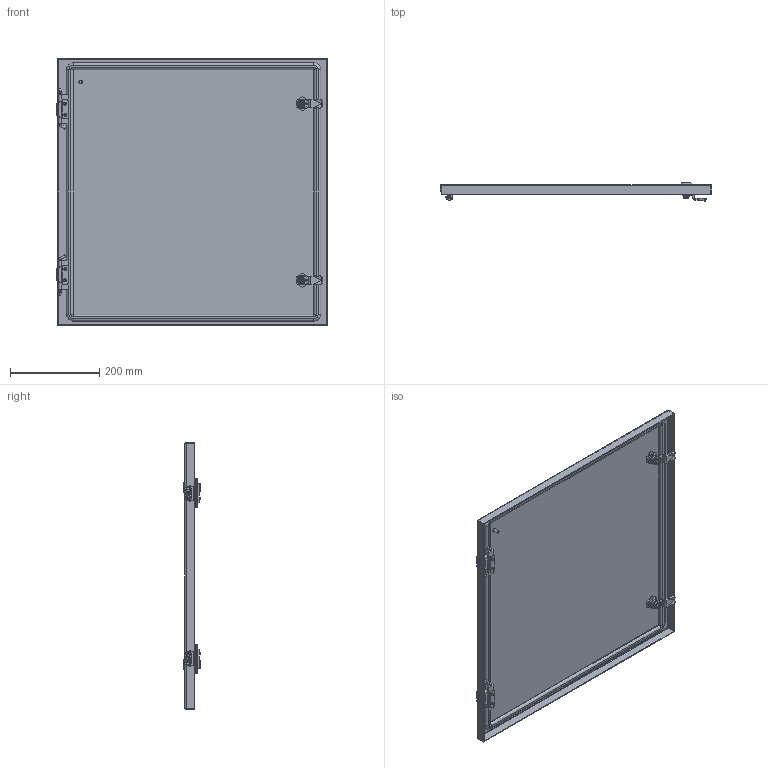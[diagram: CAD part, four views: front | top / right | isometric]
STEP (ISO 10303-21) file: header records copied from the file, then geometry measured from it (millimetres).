
FILE_DESCRIPTION (( 'STEP AP214' ), '1' );
FILE_NAME ('SCE-WSBTD.STEP', '2022-08-31T11:01:46', ( '' ), ( '' ), 'SwSTEP 2.0', 'SolidWorks 2021', '' );
FILE_SCHEMA (( 'AUTOMOTIVE_DESIGN' ));
Length unit declared in the file: inch
Products named in the file (1): SCE-WSBTD
Bounding box: 607.95 x 39.96 x 599.29 mm (x, y, z)
Volume: 1096526 mm3; surface area: 962921.1 mm2
Topology: 31 solids, 31 shells, 1525 faces, 3825 edges, 2403 vertices
Faces by surface type: plane 760, cylinder 529, bspline 168, cone 46, torus 22
Full cylindrical faces by diameter (mm): 1.016 x2, 3.454 x2, 3.978 x2, 4.318 x6, 4.369 x4, 4.978 x8, 5 x2, 5.182 x4, 5.207 x4, 5.232 x4, 5.5 x2, 5.537 x2, 6.096 x4, 6.198 x4, 6.299 x1, 6.35 x4, 9.525 x4, 9.9 x2, 10 x2, 12.8 x2, 13.5 x2, 16 x2, 16.1 x2, 19.8 x2, 20.376 x2, 28 x2
Entity records: 51704 total; most frequent: CARTESIAN_POINT 16687, ORIENTED_EDGE 7252, DIRECTION 6862, EDGE_CURVE 3626, AXIS2_PLACEMENT_3D 2368, VERTEX_POINT 2354, LINE 2126, VECTOR 2126
